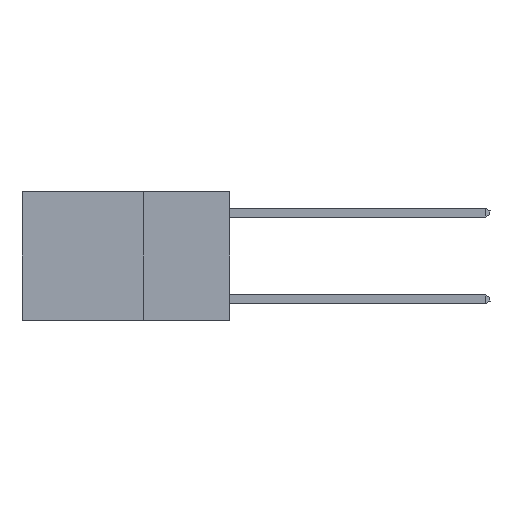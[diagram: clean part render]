
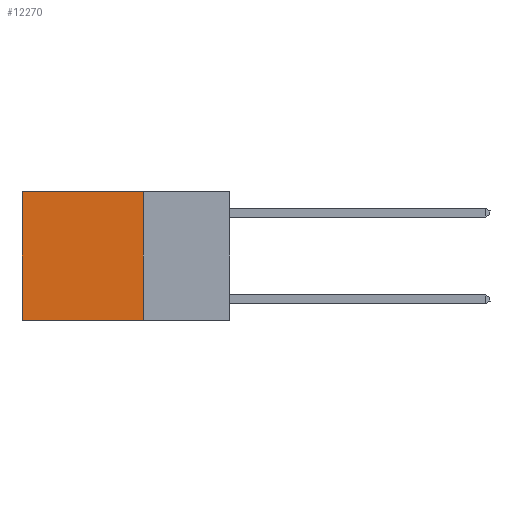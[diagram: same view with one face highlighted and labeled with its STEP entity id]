
A CAD part, left-side view. The second image highlights one B-rep face of the part: STEP entity #12270.
In plain terms, the highlighted planar face has unit normal (-1, 0, 0).
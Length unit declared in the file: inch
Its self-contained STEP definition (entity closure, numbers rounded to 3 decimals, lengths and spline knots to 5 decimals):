
#282 = DIRECTION ( 'NONE',  ( 0., 0., -1. ) ) ;
#478 = CARTESIAN_POINT ( 'NONE',  ( 0.2625, 0.25, 0. ) ) ;
#1153 = ORIENTED_EDGE ( 'NONE', *, *, #2233, .T. ) ;
#1360 = DIRECTION ( 'NONE',  ( 0., 1., 0. ) ) ;
#1785 = DIRECTION ( 'NONE',  ( 0., 0., -1. ) ) ;
#2105 = VECTOR ( 'NONE', #1785, 39.37008 ) ;
#2233 = EDGE_CURVE ( 'NONE', #9180, #16934, #12957, .T. ) ;
#2348 = CARTESIAN_POINT ( 'NONE',  ( 0.2625, 0.25, -0.37 ) ) ;
#4864 = LINE ( 'NONE', #9490, #17698 ) ;
#4910 = ORIENTED_EDGE ( 'NONE', *, *, #14754, .F. ) ;
#6783 = CARTESIAN_POINT ( 'NONE',  ( 0.2625, 0.25, -0.37 ) ) ;
#6888 = CARTESIAN_POINT ( 'NONE',  ( 0.2625, 0.25, 0. ) ) ;
#8310 = CARTESIAN_POINT ( 'NONE',  ( 0.2625, 0.25, 0. ) ) ;
#8514 = LINE ( 'NONE', #6783, #9023 ) ;
#8721 = LINE ( 'NONE', #478, #9031 ) ;
#9023 = VECTOR ( 'NONE', #18561, 39.37008 ) ;
#9031 = VECTOR ( 'NONE', #282, 39.37008 ) ;
#9149 = VERTEX_POINT ( 'NONE', #2348 ) ;
#9180 = VERTEX_POINT ( 'NONE', #18517 ) ;
#9490 = CARTESIAN_POINT ( 'NONE',  ( 0.2625, 0.25, 0. ) ) ;
#10108 = DIRECTION ( 'NONE',  ( 0., 0., -1. ) ) ;
#11569 = CARTESIAN_POINT ( 'NONE',  ( 0.2625, 0.6, -0.37 ) ) ;
#12270 = ADVANCED_FACE ( 'NONE', ( #13351 ), #18250, .F. ) ;
#12723 = EDGE_LOOP ( 'NONE', ( #1153, #15442, #4910, #18718 ) ) ;
#12743 = AXIS2_PLACEMENT_3D ( 'NONE', #6888, #13451, #10108 ) ;
#12957 = LINE ( 'NONE', #14781, #2105 ) ;
#13351 = FACE_OUTER_BOUND ( 'NONE', #12723, .T. ) ;
#13451 = DIRECTION ( 'NONE',  ( 1., 0., 0. ) ) ;
#14677 = EDGE_CURVE ( 'NONE', #9149, #16934, #8514, .T. ) ;
#14754 = EDGE_CURVE ( 'NONE', #20261, #9149, #8721, .T. ) ;
#14781 = CARTESIAN_POINT ( 'NONE',  ( 0.2625, 0.6, 0. ) ) ;
#15442 = ORIENTED_EDGE ( 'NONE', *, *, #14677, .F. ) ;
#16934 = VERTEX_POINT ( 'NONE', #11569 ) ;
#17698 = VECTOR ( 'NONE', #1360, 39.37008 ) ;
#18250 = PLANE ( 'NONE',  #12743 ) ;
#18517 = CARTESIAN_POINT ( 'NONE',  ( 0.2625, 0.6, 0. ) ) ;
#18561 = DIRECTION ( 'NONE',  ( 0., 1., 0. ) ) ;
#18718 = ORIENTED_EDGE ( 'NONE', *, *, #20287, .T. ) ;
#20261 = VERTEX_POINT ( 'NONE', #8310 ) ;
#20287 = EDGE_CURVE ( 'NONE', #20261, #9180, #4864, .T. ) ;
